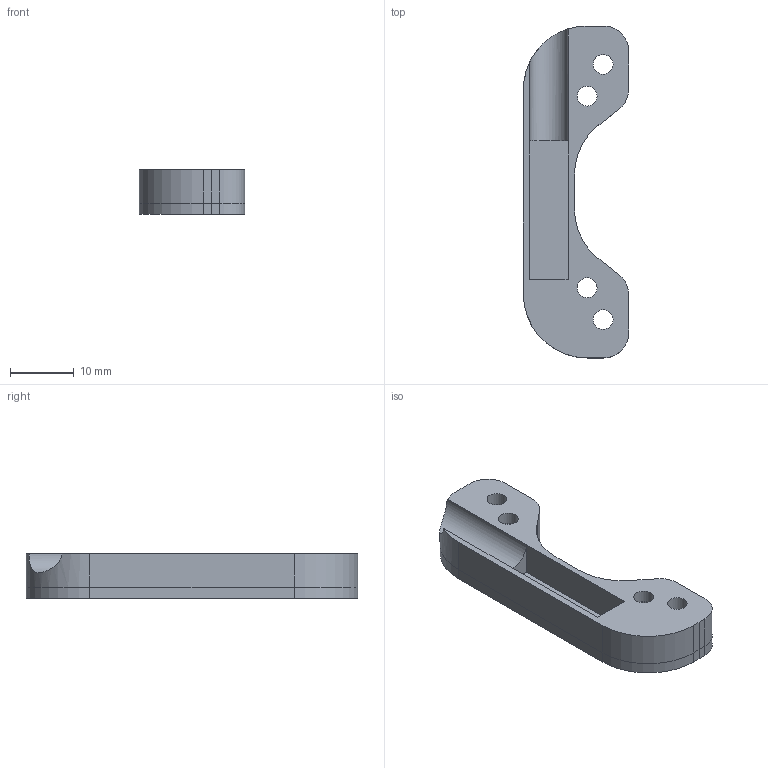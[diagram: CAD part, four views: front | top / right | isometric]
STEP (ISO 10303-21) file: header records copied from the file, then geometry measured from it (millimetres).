
FILE_DESCRIPTION(('FreeCAD Model'),'2;1');
FILE_NAME('Open CASCADE Shape Model','2022-02-11T09:42:07',('Author'),( ''),'Open CASCADE STEP processor 7.5','FreeCAD','Unknown');
FILE_SCHEMA(('AUTOMOTIVE_DESIGN { 1 0 10303 214 1 1 1 1 }'));
Length unit declared in the file: millimetre
Products named in the file (1): YlimV2_bot
Bounding box: 16.5 x 52 x 7 mm (x, y, z)
Volume: 3082.6 mm3; surface area: 2793.8 mm2
Topology: 1 solids, 1 shells, 54 faces, 130 edges, 80 vertices
Faces by surface type: plane 29, cylinder 25
Full cylindrical faces by diameter (mm): 3.1 x6, 6 x2
Entity records: 3447 total; most frequent: CARTESIAN_POINT 720, DIRECTION 525, LINE 305, VECTOR 305, ORIENTED_EDGE 260, PCURVE 260, DEFINITIONAL_REPRESENTATION 260, EDGE_CURVE 130
